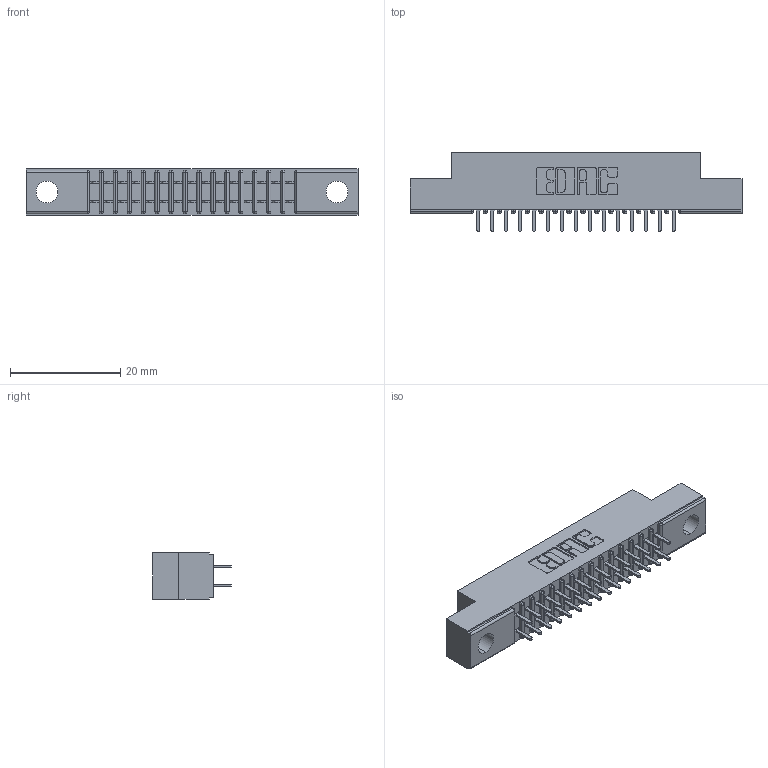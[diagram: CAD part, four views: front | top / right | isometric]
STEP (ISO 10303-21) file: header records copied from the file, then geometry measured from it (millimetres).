
FILE_DESCRIPTION (( 'STEP AP203' ), '1' );
FILE_NAME ('391-030-520-204.STEP', '2018-08-08T21:23:40', ( '' ), ( '' ), 'SwSTEP 2.0', 'SolidWorks 2016', '' );
FILE_SCHEMA (( 'CONFIG_CONTROL_DESIGN' ));
Length unit declared in the file: inch
Products named in the file (3): 391-030-520-204; 341-292-001_341-292-120; 341 Part_.156 (3.96) Dia Mounting Holes
Assembly tree (31 placements, depth 2):
  391-030-520-204
    341 Part_.156 (3.96) Dia Mounting Holes
    341-292-001_341-292-120  x30
Bounding box: 60.33 x 14.27 x 8.38 mm (x, y, z)
Volume: 3348.7 mm3; surface area: 6434 mm2
Topology: 31 solids, 31 shells, 2110 faces, 6097 edges, 3950 vertices
Faces by surface type: plane 1282, cylinder 768, sphere 32, torus 28
Entity records: 22168 total; most frequent: CARTESIAN_POINT 3691, ORIENTED_EDGE 3662, DIRECTION 3593, EDGE_CURVE 1831, LINE 1457, VECTOR 1457, VERTEX_POINT 1166, AXIS2_PLACEMENT_3D 1068
